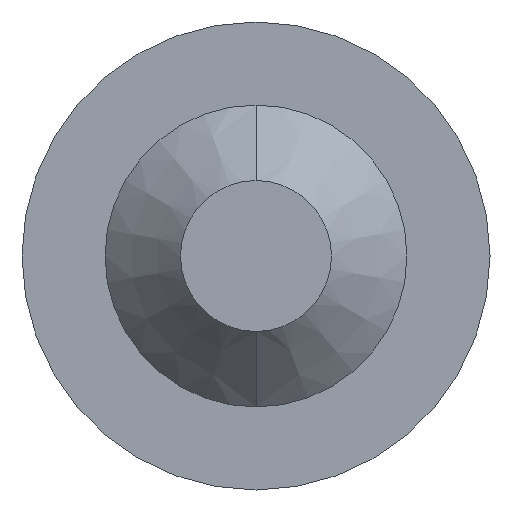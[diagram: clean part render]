
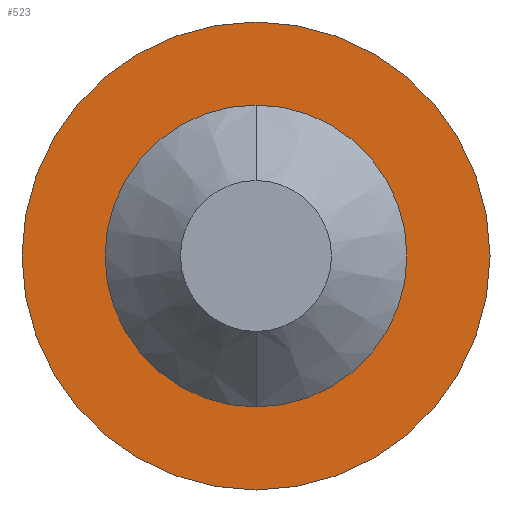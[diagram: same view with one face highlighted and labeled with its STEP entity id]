
A CAD part, front view. The second image highlights one B-rep face of the part: STEP entity #523.
In plain terms, the highlighted planar face has unit normal (0, -1, 0).
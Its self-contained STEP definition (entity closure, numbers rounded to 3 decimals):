
#13 = ORIENTED_EDGE ( 'NONE', *, *, #183, .F. ) ;
#26 = EDGE_CURVE ( 'NONE', #470, #41, #30, .T. ) ;
#30 = CIRCLE ( 'NONE', #92, 1. ) ;
#35 = DIRECTION ( 'NONE',  ( 0., 0., 1. ) ) ;
#41 = VERTEX_POINT ( 'NONE', #278 ) ;
#61 = EDGE_CURVE ( 'NONE', #269, #179, #598, .T. ) ;
#64 = AXIS2_PLACEMENT_3D ( 'NONE', #418, #555, #379 ) ;
#92 = AXIS2_PLACEMENT_3D ( 'NONE', #214, #467, #227 ) ;
#97 = AXIS2_PLACEMENT_3D ( 'NONE', #271, #276, #155 ) ;
#117 = CARTESIAN_POINT ( 'NONE',  ( 0., 0., 0. ) ) ;
#155 = DIRECTION ( 'NONE',  ( 0., 0., 1. ) ) ;
#163 = ORIENTED_EDGE ( 'NONE', *, *, #61, .F. ) ;
#172 = DIRECTION ( 'NONE',  ( 0., 1., 0. ) ) ;
#173 = DIRECTION ( 'NONE',  ( 0., 0., 1. ) ) ;
#179 = VERTEX_POINT ( 'NONE', #294 ) ;
#181 = EDGE_LOOP ( 'NONE', ( #408, #286 ) ) ;
#183 = EDGE_CURVE ( 'NONE', #179, #269, #589, .T. ) ;
#207 = FACE_OUTER_BOUND ( 'NONE', #343, .T. ) ;
#214 = CARTESIAN_POINT ( 'NONE',  ( 0., 0., 0. ) ) ;
#227 = DIRECTION ( 'NONE',  ( 0., 0., 1. ) ) ;
#269 = VERTEX_POINT ( 'NONE', #583 ) ;
#271 = CARTESIAN_POINT ( 'NONE',  ( 0., 0., 0. ) ) ;
#276 = DIRECTION ( 'NONE',  ( 0., 1., 0. ) ) ;
#278 = CARTESIAN_POINT ( 'NONE',  ( 0., 0., 1. ) ) ;
#286 = ORIENTED_EDGE ( 'NONE', *, *, #26, .T. ) ;
#289 = CARTESIAN_POINT ( 'NONE',  ( 0., 0., 0. ) ) ;
#294 = CARTESIAN_POINT ( 'NONE',  ( 0., 0., 1.55 ) ) ;
#339 = DIRECTION ( 'NONE',  ( 0., 1., 0. ) ) ;
#343 = EDGE_LOOP ( 'NONE', ( #163, #13 ) ) ;
#375 = CIRCLE ( 'NONE', #97, 1. ) ;
#379 = DIRECTION ( 'NONE',  ( 0., 0., 1. ) ) ;
#408 = ORIENTED_EDGE ( 'NONE', *, *, #567, .T. ) ;
#418 = CARTESIAN_POINT ( 'NONE',  ( 0., 0., 0. ) ) ;
#443 = AXIS2_PLACEMENT_3D ( 'NONE', #289, #339, #35 ) ;
#467 = DIRECTION ( 'NONE',  ( 0., 1., 0. ) ) ;
#470 = VERTEX_POINT ( 'NONE', #542 ) ;
#523 = ADVANCED_FACE ( 'NONE', ( #574, #207 ), #604, .F. ) ;
#542 = CARTESIAN_POINT ( 'NONE',  ( 0., 0., -1. ) ) ;
#551 = AXIS2_PLACEMENT_3D ( 'NONE', #117, #172, #173 ) ;
#555 = DIRECTION ( 'NONE',  ( 0., 1., 0. ) ) ;
#567 = EDGE_CURVE ( 'NONE', #41, #470, #375, .T. ) ;
#574 = FACE_BOUND ( 'NONE', #181, .T. ) ;
#583 = CARTESIAN_POINT ( 'NONE',  ( 0., 0., -1.55 ) ) ;
#589 = CIRCLE ( 'NONE', #443, 1.55 ) ;
#598 = CIRCLE ( 'NONE', #551, 1.55 ) ;
#604 = PLANE ( 'NONE',  #64 ) ;
